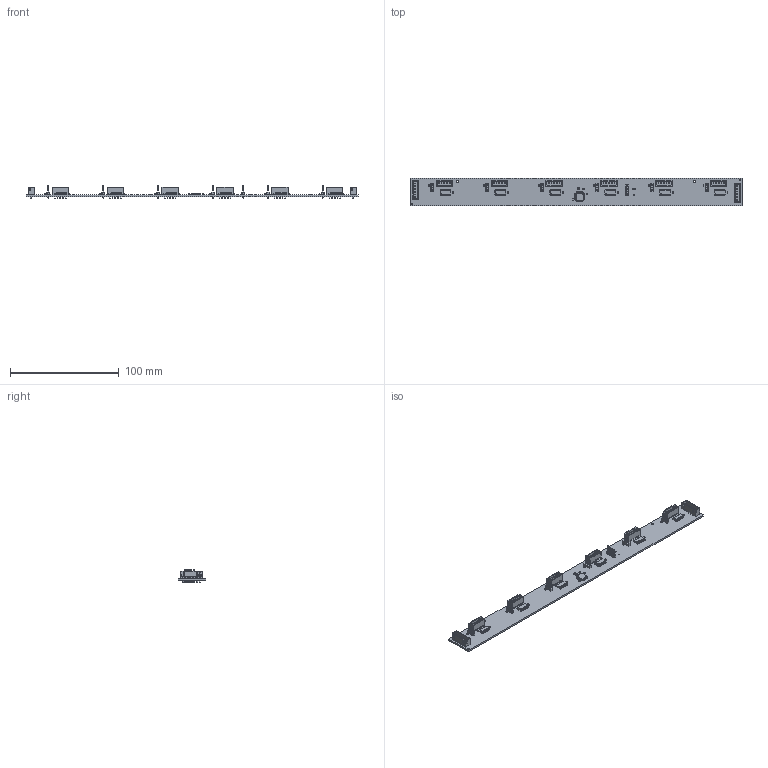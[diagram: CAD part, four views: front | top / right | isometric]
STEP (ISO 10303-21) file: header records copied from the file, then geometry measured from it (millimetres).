
FILE_DESCRIPTION(('KiCad electronic assembly'),'2;1');
FILE_NAME('splitflappcb.step','2024-07-13T23:08:24',('Pcbnew'),('Kicad') ,'Open CASCADE STEP processor 7.8','KiCad to STEP converter','Unknown' );
FILE_SCHEMA(('AUTOMOTIVE_DESIGN { 1 0 10303 214 1 1 1 1 }'));
Length unit declared in the file: millimetre
Products named in the file (16): splitflappcb 1; JST_XH_B5B-XH-A_1x05_P2.50mm_Vertical; JST_B5B_XH_A; PinHeader_1x03_P2.54mm_Vertical; PinHeader_1x03_P254mm_Vertical; C_0603_1608Metric; LQFP-48_7x7mm_P0.5mm; LQFP_48_7x7mm_P05mm; SOIC-16_3.9x9.9mm_P1.27mm; SOIC_16_39x99mm_P127mm; JST_XH_B6B-XH-A_1x06_P2.50mm_Vertical; JST_B6B_XH_A; PinHeader_1x04_P2.54mm_Vertical; PinHeader_1x04_P254mm_Vertical; _autosave-splitflappcb_PCB
Assembly tree (47 placements, depth 3):
  splitflappcb 1
    JST_XH_B5B-XH-A_1x05_P2.50mm_Vertical  x6
      JST_B5B_XH_A
    PinHeader_1x03_P2.54mm_Vertical  x6
      PinHeader_1x03_P254mm_Vertical
    C_0603_1608Metric  x17
      C_0603_1608Metric
    LQFP-48_7x7mm_P0.5mm
      LQFP_48_7x7mm_P05mm
    SOIC-16_3.9x9.9mm_P1.27mm  x6
      SOIC_16_39x99mm_P127mm
    JST_XH_B6B-XH-A_1x06_P2.50mm_Vertical  x2
      JST_B6B_XH_A
    PinHeader_1x04_P2.54mm_Vertical
      PinHeader_1x04_P254mm_Vertical
    _autosave-splitflappcb_PCB
Bounding box: 304.8 x 25.4 x 11.94 mm (x, y, z)
Volume: 15603.2 mm3; surface area: 25362.6 mm2
Topology: 40 solids, 40 shells, 4905 faces, 12752 edges, 8096 vertices
Faces by surface type: plane 3687, cylinder 898, bspline 320
Full cylindrical faces by diameter (mm): 0.5 x1, 0.6 x6, 0.95 x42, 0.991 x3, 1 x22, 1.152 x2, 1.2 x8, 2.2 x2
Entity records: 65833 total; most frequent: CARTESIAN_POINT 12334, ORIENTED_EDGE 8874, DIRECTION 8285, EDGE_CURVE 4437, LINE 3635, VECTOR 3635, VERTEX_POINT 2810, AXIS2_PLACEMENT_3D 2325
